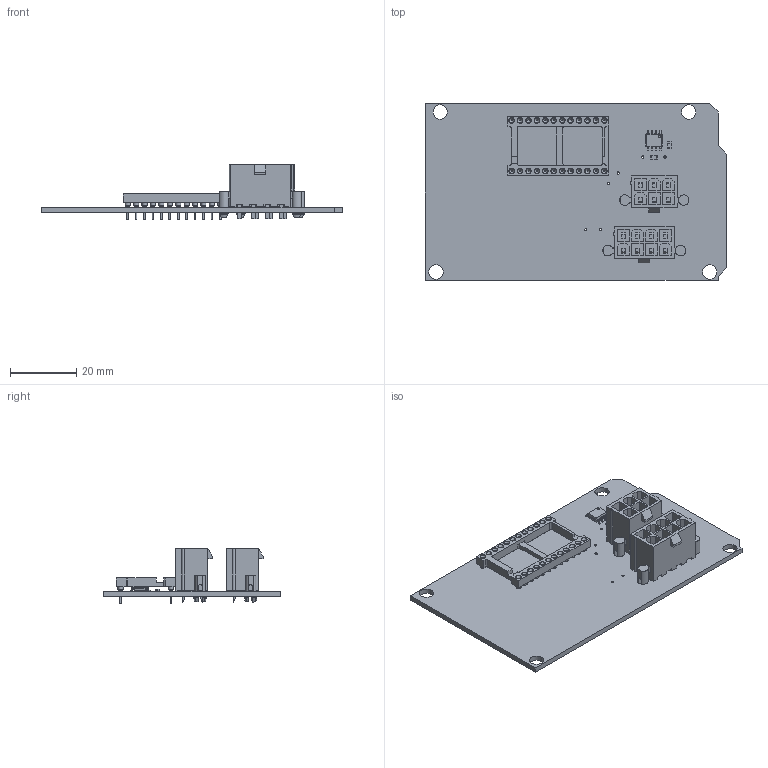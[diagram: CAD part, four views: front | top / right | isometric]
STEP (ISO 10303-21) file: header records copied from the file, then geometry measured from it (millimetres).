
FILE_DESCRIPTION(('KiCad electronic assembly'),'2;1');
FILE_NAME('ABSIS_HID Bus Master.step','2023-05-14T20:03:36',('Pcbnew'),( 'Kicad'),'Open CASCADE STEP processor 7.6','KiCad to STEP converter' ,'Unknown');
FILE_SCHEMA(('AUTOMOTIVE_DESIGN { 1 0 10303 214 1 1 1 1 }'));
Length unit declared in the file: millimetre
Products named in the file (14): ABSIS_HID Bus Master 1; SOIC-8_3.9x4.9mm_P1.27mm; SOLID; R_0805_2012Metric; C_0805_2012Metric; Molex_Mini-Fit_Jr_5566-08A2_2x04_P4.20mm_Vertical; 39299067; DIP-24_W15.24mm_Socket; ABSIS_HID Bus Master PCB
Assembly tree (13 placements, depth 3):
  ABSIS_HID Bus Master 1
    SOIC-8_3.9x4.9mm_P1.27mm
      SOLID
    R_0805_2012Metric
      SOLID
    C_0805_2012Metric
      SOLID
    Molex_Mini-Fit_Jr_5566-08A2_2x04_P4.20mm_Vertical
      SOLID
    39299067
      SOLID
    DIP-24_W15.24mm_Socket
      SOLID
    ABSIS_HID Bus Master PCB
Bounding box: 90.81 x 53.34 x 16.58 mm (x, y, z)
Volume: 10706.8 mm3; surface area: 16417.4 mm2
Topology: 7 solids, 7 shells, 1104 faces, 2636 edges, 1711 vertices
Faces by surface type: plane 749, cylinder 243, cone 80, bspline 32
Full cylindrical faces by diameter (mm): 0.508 x48, 0.6 x1, 0.7 x6, 0.8 x24, 1.4 x14, 1.524 x24, 1.724 x24, 3 x4, 4.3 x4
Entity records: 72071 total; most frequent: CARTESIAN_POINT 14207, DIRECTION 10117, LINE 6592, VECTOR 6592, ORIENTED_EDGE 5272, PCURVE 5272, DEFINITIONAL_REPRESENTATION 5272, EDGE_CURVE 2636
